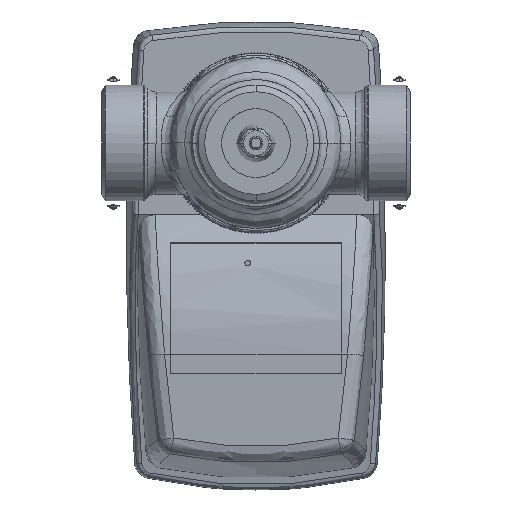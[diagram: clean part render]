
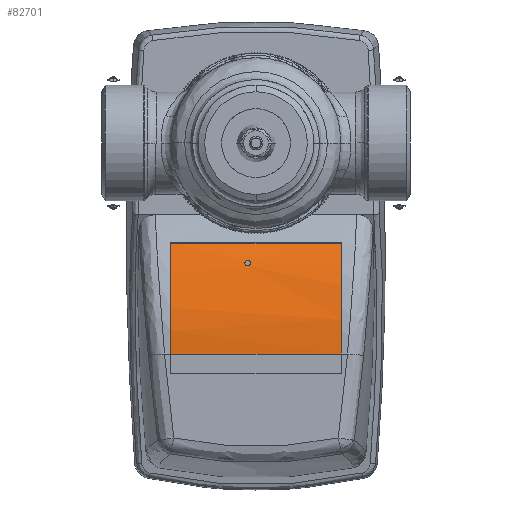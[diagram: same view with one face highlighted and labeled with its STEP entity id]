
A CAD part, front view. The second image highlights one B-rep face of the part: STEP entity #82701.
In plain terms, the highlighted cylindrical face has radius 39.7 mm (diameter 79.4 mm), a partial arc.
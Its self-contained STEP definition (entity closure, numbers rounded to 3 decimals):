
#2021 = LINE ( 'NONE', #2025, #13354 ) ;
#2025 = CARTESIAN_POINT ( 'NONE',  ( 18.198, -50.247, -38.124 ) ) ;
#2037 = CARTESIAN_POINT ( 'NONE',  ( 18.956, -50.692, -15.447 ) ) ;
#2043 = CARTESIAN_POINT ( 'NONE',  ( 18.198, -50.247, -15.447 ) ) ;
#2047 = DIRECTION ( 'NONE',  ( 0., 0., -1. ) ) ;
#2073 = CARTESIAN_POINT ( 'NONE',  ( 37.399, -55.7, 15.447 ) ) ;
#2077 = CARTESIAN_POINT ( 'NONE',  ( 19.729, -51.111, -15.447 ) ) ;
#2079 = CARTESIAN_POINT ( 'NONE',  ( 21.299, -51.896, -15.447 ) ) ;
#2083 = CARTESIAN_POINT ( 'NONE',  ( 22.095, -52.262, -15.447 ) ) ;
#2087 = CARTESIAN_POINT ( 'NONE',  ( 24.519, -53.281, -15.447 ) ) ;
#2091 = CARTESIAN_POINT ( 'NONE',  ( 26.186, -53.854, -15.447 ) ) ;
#2093 = CARTESIAN_POINT ( 'NONE',  ( 28.723, -54.543, -15.447 ) ) ;
#2097 = CARTESIAN_POINT ( 'NONE',  ( 29.576, -54.744, -15.447 ) ) ;
#2100 = CARTESIAN_POINT ( 'NONE',  ( 31.296, -55.091, -15.447 ) ) ;
#2104 = CARTESIAN_POINT ( 'NONE',  ( 32.164, -55.236, -15.447 ) ) ;
#2107 = CARTESIAN_POINT ( 'NONE',  ( 34.772, -55.584, -15.447 ) ) ;
#2111 = CARTESIAN_POINT ( 'NONE',  ( 36.52, -55.7, -15.447 ) ) ;
#2115 = CARTESIAN_POINT ( 'NONE',  ( 38.278, -55.7, -15.447 ) ) ;
#2118 = LINE ( 'NONE', #2122, #13350 ) ;
#2122 = CARTESIAN_POINT ( 'NONE',  ( 38.278, -55.7, -38.124 ) ) ;
#2140 = DIRECTION ( 'NONE',  ( 0., 0., 1. ) ) ;
#2158 = CARTESIAN_POINT ( 'NONE',  ( 38.278, -55.7, 15.447 ) ) ;
#2166 = CARTESIAN_POINT ( 'NONE',  ( 36.52, -55.671, 15.447 ) ) ;
#2170 = CARTESIAN_POINT ( 'NONE',  ( 34.769, -55.554, 15.447 ) ) ;
#2174 = CARTESIAN_POINT ( 'NONE',  ( 33.897, -55.467, 15.447 ) ) ;
#2177 = CARTESIAN_POINT ( 'NONE',  ( 31.291, -55.119, 15.447 ) ) ;
#2180 = CARTESIAN_POINT ( 'NONE',  ( 29.563, -54.771, 15.447 ) ) ;
#2184 = CARTESIAN_POINT ( 'NONE',  ( 27.026, -54.082, 15.447 ) ) ;
#2188 = CARTESIAN_POINT ( 'NONE',  ( 26.188, -53.824, 15.447 ) ) ;
#2192 = CARTESIAN_POINT ( 'NONE',  ( 24.529, -53.253, 15.447 ) ) ;
#2195 = CARTESIAN_POINT ( 'NONE',  ( 23.707, -52.94, 15.447 ) ) ;
#2199 = CARTESIAN_POINT ( 'NONE',  ( 21.281, -51.92, 15.447 ) ) ;
#2203 = CARTESIAN_POINT ( 'NONE',  ( 19.714, -51.136, 15.447 ) ) ;
#2207 = CARTESIAN_POINT ( 'NONE',  ( 18.198, -50.247, 15.447 ) ) ;
#4581 = CARTESIAN_POINT ( 'NONE',  ( 21.903, -52.166, -1.023 ) ) ;
#4596 = CARTESIAN_POINT ( 'NONE',  ( 21.778, -52.108, -1.023 ) ) ;
#4599 = CARTESIAN_POINT ( 'NONE',  ( 22.028, -52.222, -1.07 ) ) ;
#4601 = CARTESIAN_POINT ( 'NONE',  ( 22.218, -52.306, -1.251 ) ) ;
#4602 = CARTESIAN_POINT ( 'NONE',  ( 22.278, -52.333, -1.384 ) ) ;
#4604 = CARTESIAN_POINT ( 'NONE',  ( 22.278, -52.333, -1.662 ) ) ;
#4606 = CARTESIAN_POINT ( 'NONE',  ( 22.217, -52.306, -1.795 ) ) ;
#4608 = CARTESIAN_POINT ( 'NONE',  ( 22.029, -52.222, -1.975 ) ) ;
#4609 = CARTESIAN_POINT ( 'NONE',  ( 21.903, -52.166, -2.023 ) ) ;
#4611 = CARTESIAN_POINT ( 'NONE',  ( 21.778, -52.108, -2.023 ) ) ;
#13350 = VECTOR ( 'NONE', #2140, 1000. ) ;
#13354 = VECTOR ( 'NONE', #2047, 1000. ) ;
#28244 = EDGE_LOOP ( 'NONE', ( #200872, #200874 ) ) ;
#28309 = EDGE_LOOP ( 'NONE', ( #200877, #200880, #200883, #200887 ) ) ;
#67384 = B_SPLINE_CURVE_WITH_KNOTS ( 'NONE', 3,
 ( #164141, #164129, #164149, #164151, #164153, #164155, #164157, #164159, #164161, #164163 ),
 .UNSPECIFIED., .F., .F.,
 ( 4, 2, 2, 2, 4 ),
 ( 0.001, 0.001, 0.002, 0.002, 0.002 ),
 .UNSPECIFIED. ) ;
#76910 = VERTEX_POINT ( 'NONE', #135464 ) ;
#76915 = VERTEX_POINT ( 'NONE', #135473 ) ;
#76972 = VERTEX_POINT ( 'NONE', #135554 ) ;
#77011 = VERTEX_POINT ( 'NONE', #135596 ) ;
#77083 = VERTEX_POINT ( 'NONE', #135673 ) ;
#77086 = VERTEX_POINT ( 'NONE', #135676 ) ;
#82100 = EDGE_CURVE ( 'NONE', #76910, #76915, #67384, .T. ) ;
#82701 = ADVANCED_FACE ( 'NONE', ( #193693, #193685 ), #193691, .T. ) ;
#135464 = CARTESIAN_POINT ( 'NONE',  ( 21.778, -52.108, -2.023 ) ) ;
#135473 = CARTESIAN_POINT ( 'NONE',  ( 21.778, -52.108, -1.023 ) ) ;
#135554 = CARTESIAN_POINT ( 'NONE',  ( 38.278, -55.7, 15.447 ) ) ;
#135596 = CARTESIAN_POINT ( 'NONE',  ( 38.278, -55.7, -15.447 ) ) ;
#135673 = CARTESIAN_POINT ( 'NONE',  ( 18.198, -50.247, -15.447 ) ) ;
#135676 = CARTESIAN_POINT ( 'NONE',  ( 18.198, -50.247, 15.447 ) ) ;
#164129 = CARTESIAN_POINT ( 'NONE',  ( 21.652, -52.051, -2.023 ) ) ;
#164141 = CARTESIAN_POINT ( 'NONE',  ( 21.778, -52.108, -2.023 ) ) ;
#164149 = CARTESIAN_POINT ( 'NONE',  ( 21.528, -51.994, -1.975 ) ) ;
#164151 = CARTESIAN_POINT ( 'NONE',  ( 21.338, -51.905, -1.795 ) ) ;
#164153 = CARTESIAN_POINT ( 'NONE',  ( 21.278, -51.876, -1.663 ) ) ;
#164155 = CARTESIAN_POINT ( 'NONE',  ( 21.278, -51.876, -1.384 ) ) ;
#164157 = CARTESIAN_POINT ( 'NONE',  ( 21.338, -51.905, -1.251 ) ) ;
#164159 = CARTESIAN_POINT ( 'NONE',  ( 21.527, -51.993, -1.071 ) ) ;
#164161 = CARTESIAN_POINT ( 'NONE',  ( 21.652, -52.051, -1.023 ) ) ;
#164163 = CARTESIAN_POINT ( 'NONE',  ( 21.778, -52.108, -1.023 ) ) ;
#171515 = B_SPLINE_CURVE_WITH_KNOTS ( 'NONE', 3,
 ( #2043, #2037, #2077, #2079, #2083, #2087, #2091, #2093, #2097, #2100, #2104, #2107, #2111, #2115 ),
 .UNSPECIFIED., .F., .F.,
 ( 4, 2, 2, 2, 2, 2, 4 ),
 ( 0., 0.003, 0.005, 0.011, 0.013, 0.016, 0.021 ),
 .UNSPECIFIED. ) ;
#171529 = B_SPLINE_CURVE_WITH_KNOTS ( 'NONE', 3,
 ( #2158, #2073, #2166, #2170, #2174, #2177, #2180, #2184, #2188, #2192, #2195, #2199, #2203, #2207 ),
 .UNSPECIFIED., .F., .F.,
 ( 4, 2, 2, 2, 2, 2, 4 ),
 ( 0., 0.003, 0.005, 0.011, 0.013, 0.016, 0.021 ),
 .UNSPECIFIED. ) ;
#171839 = B_SPLINE_CURVE_WITH_KNOTS ( 'NONE', 3,
 ( #4596, #4581, #4599, #4601, #4602, #4604, #4606, #4608, #4609, #4611 ),
 .UNSPECIFIED., .F., .F.,
 ( 4, 2, 2, 2, 4 ),
 ( 0.002, 0.003, 0.003, 0.004, 0.004 ),
 .UNSPECIFIED. ) ;
#193674 = DIRECTION ( 'NONE',  ( 0., 0., 1. ) ) ;
#193685 = FACE_OUTER_BOUND ( 'NONE', #28309, .T. ) ;
#193691 = CYLINDRICAL_SURFACE ( 'NONE', #199665, 39.7 ) ;
#193693 = FACE_BOUND ( 'NONE', #28244, .T. ) ;
#193696 = CARTESIAN_POINT ( 'NONE',  ( 38.278, -16., -38.124 ) ) ;
#193700 = DIRECTION ( 'NONE',  ( 1., 0., 0. ) ) ;
#193895 = EDGE_CURVE ( 'NONE', #77086, #77083, #2021, .T. ) ;
#193900 = EDGE_CURVE ( 'NONE', #77083, #77011, #171515, .T. ) ;
#193905 = EDGE_CURVE ( 'NONE', #77011, #76972, #2118, .T. ) ;
#193909 = EDGE_CURVE ( 'NONE', #76972, #77086, #171529, .T. ) ;
#194171 = EDGE_CURVE ( 'NONE', #76915, #76910, #171839, .T. ) ;
#199665 = AXIS2_PLACEMENT_3D ( 'NONE', #193696, #193674, #193700 ) ;
#200872 = ORIENTED_EDGE ( 'NONE', *, *, #194171, .T. ) ;
#200874 = ORIENTED_EDGE ( 'NONE', *, *, #82100, .T. ) ;
#200877 = ORIENTED_EDGE ( 'NONE', *, *, #193905, .T. ) ;
#200880 = ORIENTED_EDGE ( 'NONE', *, *, #193909, .T. ) ;
#200883 = ORIENTED_EDGE ( 'NONE', *, *, #193895, .T. ) ;
#200887 = ORIENTED_EDGE ( 'NONE', *, *, #193900, .T. ) ;
